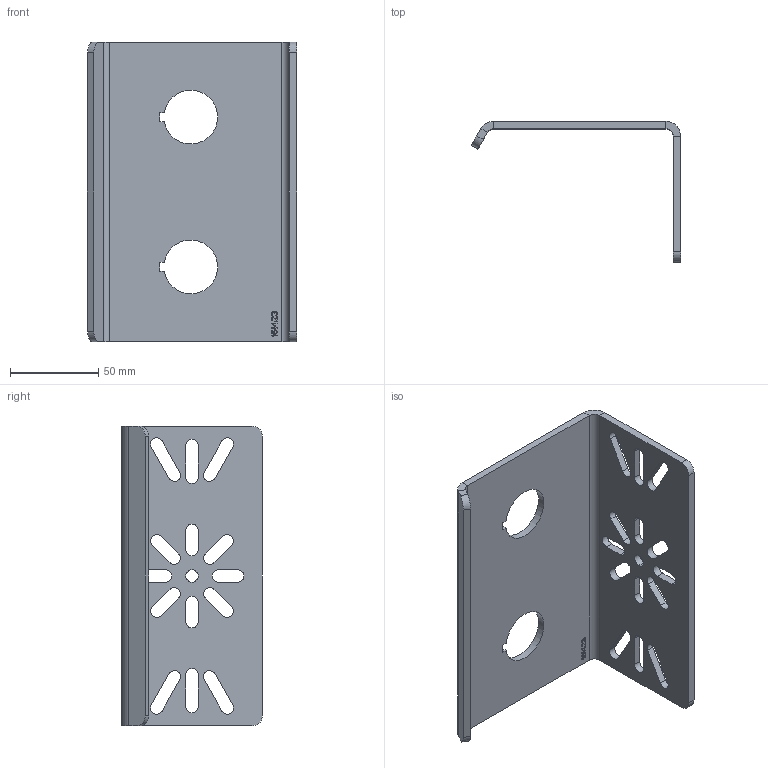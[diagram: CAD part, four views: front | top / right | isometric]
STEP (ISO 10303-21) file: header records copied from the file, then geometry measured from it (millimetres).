
FILE_DESCRIPTION((''),'2;1');
FILE_NAME('163146_SW','2012-02-10T',('banengservice'),('BANNER ENGINEERING'),'PRO/ENGINEER BY PARAMETRIC TECHNOLOGY CORPORATION, 2009141','PRO/ENGINEER BY PARAMETRIC TECHNOLOGY CORPORATION, 2009141','');
FILE_SCHEMA(('CONFIG_CONTROL_DESIGN'));
Length unit declared in the file: inch
Products named in the file (1): 163146_SW
Bounding box: 118.64 x 80 x 170 mm (x, y, z)
Volume: 125044.7 mm3; surface area: 66651.1 mm2
Topology: 1 solids, 1 shells, 273 faces, 773 edges, 510 vertices
Faces by surface type: plane 233, cylinder 40
Entity records: 8827 total; most frequent: CARTESIAN_POINT 1556, ORIENTED_EDGE 1546, DIRECTION 1399, EDGE_CURVE 773, VECTOR 693, LINE 693, VERTEX_POINT 510, AXIS2_PLACEMENT_3D 353
